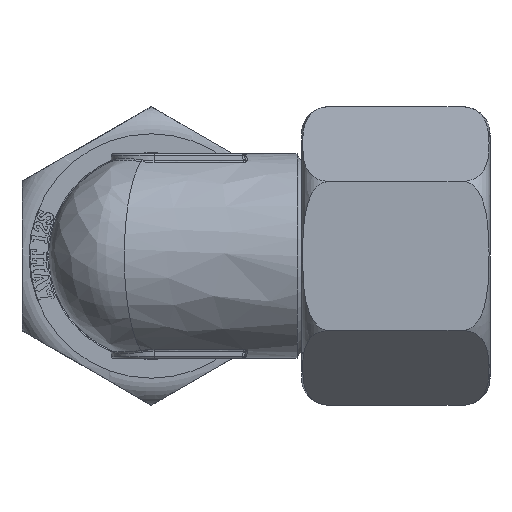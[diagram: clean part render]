
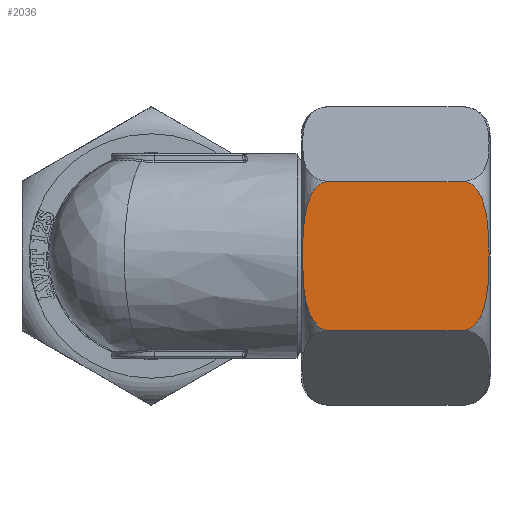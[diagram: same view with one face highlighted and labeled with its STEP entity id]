
A CAD part, left-side view. The second image highlights one B-rep face of the part: STEP entity #2036.
In plain terms, the highlighted planar face has unit normal (-1, 0, 0).
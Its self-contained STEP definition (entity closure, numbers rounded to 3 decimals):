
#304=FACE_OUTER_BOUND('',#3534,.T.);
#911=LINE('',#15563,#1441);
#912=LINE('',#15567,#1442);
#1441=VECTOR('',#12325,1.);
#1442=VECTOR('',#12330,1.);
#2036=ADVANCED_FACE('',(#304),#2693,.F.);
#2693=PLANE('',#11570);
#3534=EDGE_LOOP('',(#4522,#4523,#4524,#4525));
#4522=ORIENTED_EDGE('',*,*,#9007,.T.);
#4523=ORIENTED_EDGE('',*,*,#8991,.T.);
#4524=ORIENTED_EDGE('',*,*,#9009,.T.);
#4525=ORIENTED_EDGE('',*,*,#9018,.T.);
#7865=VERTEX_POINT('',#15491);
#7866=VERTEX_POINT('',#15506);
#7878=VERTEX_POINT('',#15564);
#7879=VERTEX_POINT('',#15568);
#8991=EDGE_CURVE('',#7866,#7865,#10691,.T.);
#9007=EDGE_CURVE('',#7878,#7866,#911,.T.);
#9009=EDGE_CURVE('',#7865,#7879,#912,.T.);
#9018=EDGE_CURVE('',#7879,#7878,#10697,.T.);
#10691=B_SPLINE_CURVE_WITH_KNOTS('',3,(#15492,#15493,#15494,#15495,#15496,
#15497,#15498,#15499,#15500,#15501,#15502,#15503,#15504,#15505),
 .UNSPECIFIED.,.F.,.F.,(4,2,2,2,2,2,4),(0.,0.125,0.25,0.5,0.75,0.875,1.),
 .UNSPECIFIED.);
#10697=B_SPLINE_CURVE_WITH_KNOTS('',3,(#15621,#15622,#15623,#15624,#15625,
#15626,#15627,#15628,#15629,#15630,#15631,#15632,#15633,#15634),
 .UNSPECIFIED.,.F.,.F.,(4,2,2,2,2,2,4),(0.,0.125,0.25,0.5,0.75,0.875,1.),
 .UNSPECIFIED.);
#11570=AXIS2_PLACEMENT_3D('',#15714,#12385,#12386);
#12325=DIRECTION('',(0.,-1.,0.));
#12330=DIRECTION('',(0.,1.,0.));
#12385=DIRECTION('',(1.,0.,0.));
#12386=DIRECTION('',(0.,0.,-1.));
#15491=CARTESIAN_POINT('',(-12.,-28.95,6.911));
#15492=CARTESIAN_POINT('',(-12.,-28.95,-6.911));
#15493=CARTESIAN_POINT('',(-12.,-29.62,-6.911));
#15494=CARTESIAN_POINT('',(-12.,-30.16,-6.364));
#15495=CARTESIAN_POINT('',(-12.,-30.804,-5.214));
#15496=CARTESIAN_POINT('',(-12.,-30.981,-4.565));
#15497=CARTESIAN_POINT('',(-12.,-31.336,-2.638));
#15498=CARTESIAN_POINT('',(-12.,-31.363,-1.317));
#15499=CARTESIAN_POINT('',(-12.,-31.364,1.312));
#15500=CARTESIAN_POINT('',(-12.,-31.338,2.618));
#15501=CARTESIAN_POINT('',(-12.,-30.985,4.547));
#15502=CARTESIAN_POINT('',(-12.,-30.81,5.201));
#15503=CARTESIAN_POINT('',(-12.,-30.165,6.359));
#15504=CARTESIAN_POINT('',(-12.,-29.621,6.911));
#15505=CARTESIAN_POINT('',(-12.,-28.95,6.911));
#15506=CARTESIAN_POINT('',(-12.,-28.95,-6.911));
#15563=CARTESIAN_POINT('',(-12.,-31.45,-6.911));
#15564=CARTESIAN_POINT('',(-12.,-16.45,-6.911));
#15567=CARTESIAN_POINT('',(-12.,-31.45,6.911));
#15568=CARTESIAN_POINT('',(-12.,-16.45,6.911));
#15621=CARTESIAN_POINT('',(-12.,-16.45,6.911));
#15622=CARTESIAN_POINT('',(-12.,-15.78,6.911));
#15623=CARTESIAN_POINT('',(-12.,-15.24,6.364));
#15624=CARTESIAN_POINT('',(-12.,-14.596,5.214));
#15625=CARTESIAN_POINT('',(-12.,-14.419,4.565));
#15626=CARTESIAN_POINT('',(-12.,-14.064,2.638));
#15627=CARTESIAN_POINT('',(-12.,-14.037,1.317));
#15628=CARTESIAN_POINT('',(-12.,-14.036,-1.312));
#15629=CARTESIAN_POINT('',(-12.,-14.062,-2.618));
#15630=CARTESIAN_POINT('',(-12.,-14.415,-4.547));
#15631=CARTESIAN_POINT('',(-12.,-14.59,-5.201));
#15632=CARTESIAN_POINT('',(-12.,-15.235,-6.359));
#15633=CARTESIAN_POINT('',(-12.,-15.779,-6.911));
#15634=CARTESIAN_POINT('',(-12.,-16.45,-6.911));
#15714=CARTESIAN_POINT('',(-12.,-6.45,-6.928));
